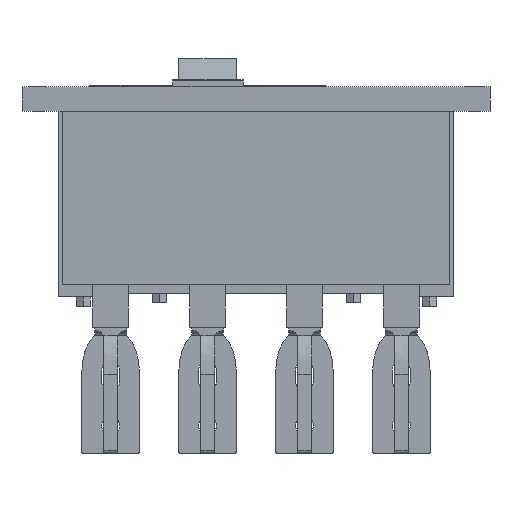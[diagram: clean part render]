
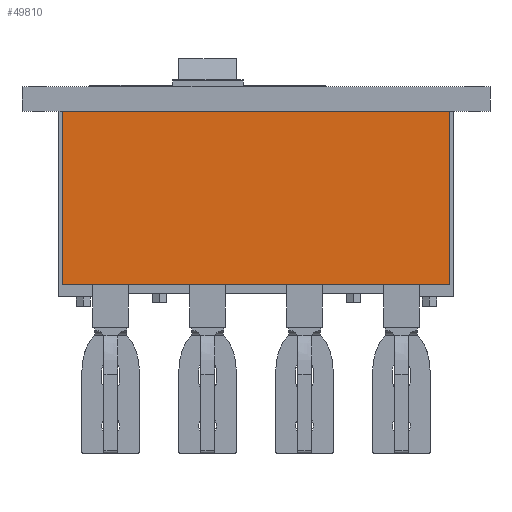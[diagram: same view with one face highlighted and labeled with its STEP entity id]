
A CAD part, front view. The second image highlights one B-rep face of the part: STEP entity #49810.
In plain terms, the highlighted planar face has unit normal (0, -1, 0).
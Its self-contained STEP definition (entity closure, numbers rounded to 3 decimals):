
#48280=CARTESIAN_POINT('',(29.4,35.,0.));
#48290=DIRECTION('',(0.,0.,-1.));
#48300=VECTOR('',#48290,1.);
#48310=LINE('',#48280,#48300);
#48320=CARTESIAN_POINT('',(29.4,35.,-18.));
#48330=VERTEX_POINT('',#48320);
#48340=CARTESIAN_POINT('',(29.4,35.,-143.));
#48350=VERTEX_POINT('',#48340);
#48360=EDGE_CURVE('',#48330,#48350,#48310,.T.);
#48990=CARTESIAN_POINT('',(309.,35.,-143.));
#49000=VERTEX_POINT('',#48990);
#49030=CARTESIAN_POINT('',(309.,35.,0.));
#49040=DIRECTION('',(0.,0.,1.));
#49050=VECTOR('',#49040,1.);
#49060=LINE('',#49030,#49050);
#49070=CARTESIAN_POINT('',(309.,35.,-18.));
#49080=VERTEX_POINT('',#49070);
#49090=EDGE_CURVE('',#49000,#49080,#49060,.T.);
#49600=CARTESIAN_POINT('',(338.,35.,-143.));
#49610=DIRECTION('',(0.,1.,0.));
#49620=DIRECTION('',(0.,0.,-1.));
#49630=AXIS2_PLACEMENT_3D('',#49600,#49610,#49620);
#49640=PLANE('',#49630);
#49650=ORIENTED_EDGE('',*,*,#49090,.T.);
#49660=CARTESIAN_POINT('',(0.,35.,-143.));
#49670=DIRECTION('',(1.,0.,0.));
#49680=VECTOR('',#49670,1.);
#49690=LINE('',#49660,#49680);
#49700=EDGE_CURVE('',#48350,#49000,#49690,.T.);
#49710=ORIENTED_EDGE('',*,*,#49700,.T.);
#49720=ORIENTED_EDGE('',*,*,#48360,.T.);
#49730=CARTESIAN_POINT('',(0.,35.,-18.));
#49740=DIRECTION('',(-1.,0.,0.));
#49750=VECTOR('',#49740,1.);
#49760=LINE('',#49730,#49750);
#49770=EDGE_CURVE('',#49080,#48330,#49760,.T.);
#49780=ORIENTED_EDGE('',*,*,#49770,.T.);
#49790=EDGE_LOOP('',(#49780,#49720,#49710,#49650));
#49800=FACE_OUTER_BOUND('',#49790,.T.);
#49810=ADVANCED_FACE('',(#49800),#49640,.F.);
